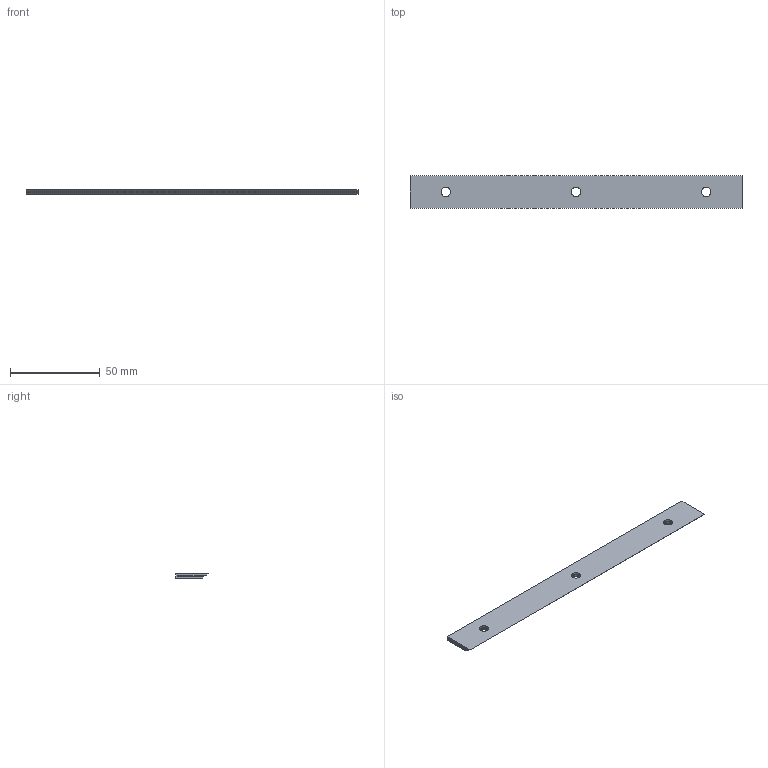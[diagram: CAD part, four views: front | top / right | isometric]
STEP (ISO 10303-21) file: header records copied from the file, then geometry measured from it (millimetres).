
FILE_DESCRIPTION(('FreeCAD Model'),'2;1');
FILE_NAME('Open CASCADE Shape Model','2025-08-22T13:44:34',(''),(''), 'Open CASCADE STEP processor 7.8','FreeCAD','Unknown');
FILE_SCHEMA(('AUTOMOTIVE_DESIGN { 1 0 10303 214 1 1 1 1 }'));
Length unit declared in the file: millimetre
Products named in the file (1): MiddlePlateBellow1
Bounding box: 185 x 18 x 2.5 mm (x, y, z)
Volume: 6016 mm3; surface area: 12715.2 mm2
Topology: 1 solids, 1 shells, 16 faces, 42 edges, 28 vertices
Faces by surface type: plane 10, cylinder 6
Full cylindrical faces by diameter (mm): 5.2 x6
Entity records: 1110 total; most frequent: CARTESIAN_POINT 207, DIRECTION 166, LINE 102, VECTOR 102, ORIENTED_EDGE 84, PCURVE 84, DEFINITIONAL_REPRESENTATION 84, EDGE_CURVE 42
